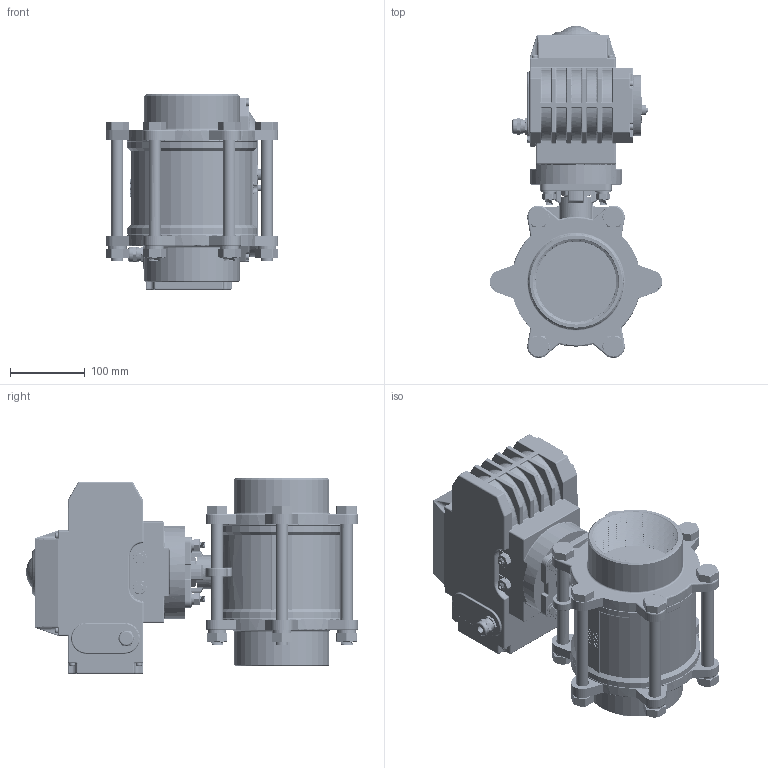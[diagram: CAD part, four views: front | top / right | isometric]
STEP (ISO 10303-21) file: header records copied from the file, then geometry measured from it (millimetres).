
FILE_DESCRIPTION (( 'STEP AP214' ), '1' );
FILE_NAME ('E4.STEP', '2019-02-18T18:12:58', ( '' ), ( '' ), 'SwSTEP 2.0', 'SolidWorks 2016', '' );
FILE_SCHEMA (( 'AUTOMOTIVE_DESIGN' ));
Length unit declared in the file: millimetre
Products named in the file (1): E4
Bounding box: 230.47 x 442.93 x 261.2 mm (x, y, z)
Volume: 8944341.2 mm3; surface area: 730214.8 mm2
Topology: 41 solids, 41 shells, 3279 faces, 8597 edges, 5444 vertices
Faces by surface type: cylinder 1330, plane 853, bspline 347, cone 316, torus 275, sphere 158
Entity records: 245939 total; most frequent: CARTESIAN_POINT 133959, ORIENTED_EDGE 17020, DIRECTION 14400, EDGE_CURVE 8510, AXIS2_PLACEMENT_3D 5547, VERTEX_POINT 5444, EDGE_LOOP 3506, UNCERTAINTY_MEASURE_WITH_UNIT 3322
